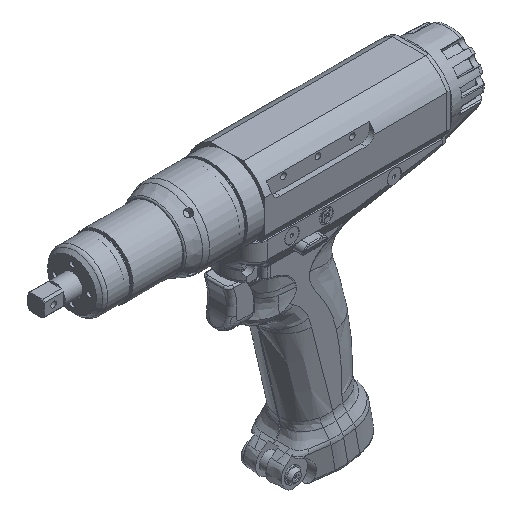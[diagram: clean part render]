
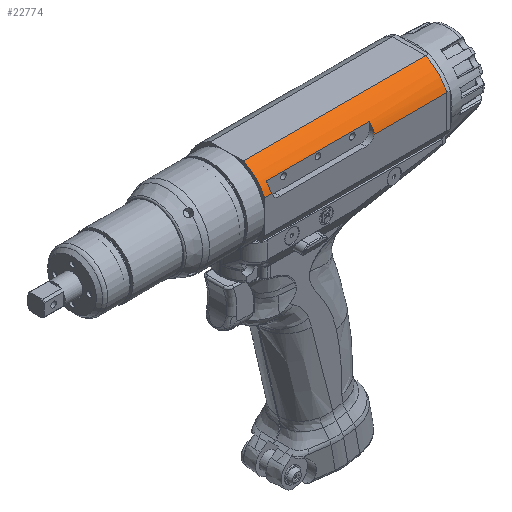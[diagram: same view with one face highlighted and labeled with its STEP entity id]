
A CAD part, isometric view. The second image highlights one B-rep face of the part: STEP entity #22774.
In plain terms, the highlighted cylindrical face has radius 24 mm (diameter 48 mm), a partial arc.
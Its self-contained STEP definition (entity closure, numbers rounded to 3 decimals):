
#525=CYLINDRICAL_SURFACE('',#24545,24.);
#1419=LINE('',#40203,#2775);
#1422=LINE('',#40216,#2778);
#1423=LINE('',#40220,#2779);
#1424=LINE('',#40228,#2780);
#2775=VECTOR('',#28140,10.);
#2778=VECTOR('',#28147,10.);
#2779=VECTOR('',#28150,10.);
#2780=VECTOR('',#28153,10.);
#4543=FACE_OUTER_BOUND('',#5828,.T.);
#5828=EDGE_LOOP('',(#16747,#16748,#16749,#16750,#16751,#16752,#16753,#16754,
#16755,#16756));
#6966=CIRCLE('',#24210,24.);
#7143=CIRCLE('',#24546,24.);
#7144=CIRCLE('',#24547,24.);
#7145=CIRCLE('',#24548,24.);
#7894=B_SPLINE_CURVE_WITH_KNOTS('',3,(#40212,#40213,#40214,#40215),
 .UNSPECIFIED.,.F.,.F.,(4,4),(2.248,2.4),
 .UNSPECIFIED.);
#7895=B_SPLINE_CURVE_WITH_KNOTS('',3,(#40222,#40223,#40224,#40225),
 .UNSPECIFIED.,.F.,.F.,(4,4),(0.833,0.985),
 .UNSPECIFIED.);
#9309=VERTEX_POINT('',#39201);
#9314=VERTEX_POINT('',#39215);
#9557=VERTEX_POINT('',#40200);
#9560=VERTEX_POINT('',#40208);
#9561=VERTEX_POINT('',#40209);
#9562=VERTEX_POINT('',#40211);
#9563=VERTEX_POINT('',#40217);
#9564=VERTEX_POINT('',#40219);
#9565=VERTEX_POINT('',#40221);
#9566=VERTEX_POINT('',#40226);
#11855=EDGE_CURVE('',#9314,#9309,#6966,.T.);
#12218=EDGE_CURVE('',#9557,#9314,#1419,.T.);
#12221=EDGE_CURVE('',#9560,#9561,#7143,.T.);
#12222=EDGE_CURVE('',#9561,#9562,#7894,.F.);
#12223=EDGE_CURVE('',#9562,#9309,#1422,.T.);
#12224=EDGE_CURVE('',#9563,#9557,#7144,.T.);
#12225=EDGE_CURVE('',#9563,#9564,#1423,.T.);
#12226=EDGE_CURVE('',#9565,#9564,#7895,.T.);
#12227=EDGE_CURVE('',#9565,#9566,#7145,.T.);
#12228=EDGE_CURVE('',#9566,#9560,#1424,.T.);
#16747=ORIENTED_EDGE('',*,*,#12221,.T.);
#16748=ORIENTED_EDGE('',*,*,#12222,.T.);
#16749=ORIENTED_EDGE('',*,*,#12223,.T.);
#16750=ORIENTED_EDGE('',*,*,#11855,.F.);
#16751=ORIENTED_EDGE('',*,*,#12218,.F.);
#16752=ORIENTED_EDGE('',*,*,#12224,.F.);
#16753=ORIENTED_EDGE('',*,*,#12225,.T.);
#16754=ORIENTED_EDGE('',*,*,#12226,.F.);
#16755=ORIENTED_EDGE('',*,*,#12227,.T.);
#16756=ORIENTED_EDGE('',*,*,#12228,.T.);
#22774=ADVANCED_FACE('',(#4543),#525,.T.);
#24210=AXIS2_PLACEMENT_3D('',#39224,#27313,#27314);
#24545=AXIS2_PLACEMENT_3D('',#40207,#28143,#28144);
#24546=AXIS2_PLACEMENT_3D('',#40210,#28145,#28146);
#24547=AXIS2_PLACEMENT_3D('',#40218,#28148,#28149);
#24548=AXIS2_PLACEMENT_3D('',#40227,#28151,#28152);
#27313=DIRECTION('center_axis',(1.,0.,0.));
#27314=DIRECTION('ref_axis',(0.,0.4,-0.917));
#28140=DIRECTION('',(1.,0.,0.));
#28143=DIRECTION('center_axis',(1.,0.,0.));
#28144=DIRECTION('ref_axis',(0.,0.4,-0.917));
#28145=DIRECTION('center_axis',(1.,0.,0.));
#28146=DIRECTION('ref_axis',(0.,0.4,-0.917));
#28147=DIRECTION('',(1.,0.,0.));
#28148=DIRECTION('center_axis',(-1.,0.,0.));
#28149=DIRECTION('ref_axis',(0.,0.4,-0.917));
#28150=DIRECTION('',(1.,0.,0.));
#28151=DIRECTION('center_axis',(-1.,0.,0.));
#28152=DIRECTION('ref_axis',(0.,0.4,-0.917));
#28153=DIRECTION('',(1.,0.,0.));
#39201=CARTESIAN_POINT('',(196.,-22.,9.592));
#39215=CARTESIAN_POINT('',(196.,-9.592,22.));
#39224=CARTESIAN_POINT('Origin',(196.,0.,0.));
#40200=CARTESIAN_POINT('',(90.,-9.592,22.));
#40203=CARTESIAN_POINT('',(90.,-9.592,22.));
#40207=CARTESIAN_POINT('Origin',(90.,0.,0.));
#40208=CARTESIAN_POINT('',(154.,-19.,14.663));
#40209=CARTESIAN_POINT('',(154.,-21.331,11.));
#40210=CARTESIAN_POINT('Origin',(154.,0.,0.));
#40211=CARTESIAN_POINT('',(153.798,-22.,9.592));
#40212=CARTESIAN_POINT('Ctrl Pts',(153.798,-22.,9.592));
#40213=CARTESIAN_POINT('Ctrl Pts',(153.937,-21.793,10.067));
#40214=CARTESIAN_POINT('Ctrl Pts',(154.,-21.563,10.55));
#40215=CARTESIAN_POINT('Ctrl Pts',(154.,-21.331,11.));
#40216=CARTESIAN_POINT('',(90.,-22.,9.592));
#40217=CARTESIAN_POINT('',(90.,-22.,9.592));
#40218=CARTESIAN_POINT('Origin',(90.,0.,0.));
#40219=CARTESIAN_POINT('',(94.202,-22.,9.592));
#40220=CARTESIAN_POINT('',(90.,-22.,9.592));
#40221=CARTESIAN_POINT('',(94.,-21.331,11.));
#40222=CARTESIAN_POINT('Ctrl Pts',(94.,-21.331,11.));
#40223=CARTESIAN_POINT('Ctrl Pts',(94.,-21.563,10.55));
#40224=CARTESIAN_POINT('Ctrl Pts',(94.063,-21.793,10.067));
#40225=CARTESIAN_POINT('Ctrl Pts',(94.202,-22.,9.592));
#40226=CARTESIAN_POINT('',(94.,-19.,14.663));
#40227=CARTESIAN_POINT('Origin',(94.,0.,0.));
#40228=CARTESIAN_POINT('',(90.,-19.,14.663));
